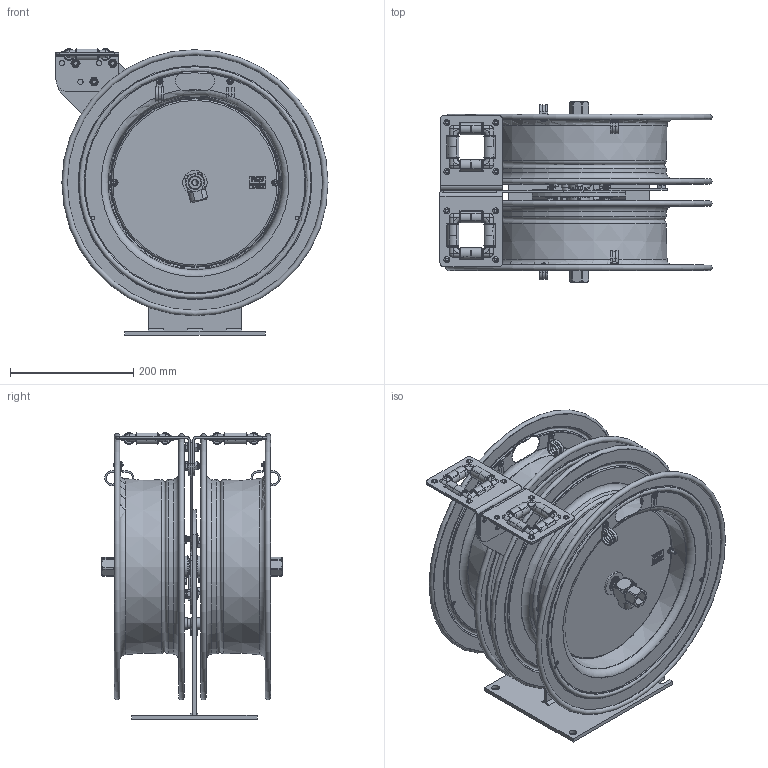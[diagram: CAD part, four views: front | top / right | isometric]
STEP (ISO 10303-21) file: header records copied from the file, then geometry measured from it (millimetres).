
FILE_DESCRIPTION(/* description */ (''),/* implementation_level */ '2;1');
FILE_NAME(/* name */ 'C-LPL-425-425_SHARED.stp',/* time_stamp */ '2020-01-14T14:03:20-07:00',/* author */ ('NMelton'),/* organization */ (''),/* preprocessor_version */ 'ST-DEVELOPER v17',/* originating_system */ 'Autodesk Inventor 2019',/* authorisation */ '');
FILE_SCHEMA (('AUTOMOTIVE_DESIGN { 1 0 10303 214 3 1 1 }'));
Products named in the file (1): C-LPL-425-425_SHARED
Bounding box: 441.44 x 292.51 x 465.11 mm (x, y, z)
Surface area: 1715325.2 mm2 (no closed solid volume)
Topology: 0 solids, 212 shells, 2893 faces, 14512 edges, 11388 vertices
Faces by surface type: plane 1511, cylinder 700, bspline 354, cone 198, torus 93, sphere 37
Full cylindrical faces by diameter (mm): 2.159 x4, 2.54 x1, 3.048 x1, 4.699 x8, 4.826 x8, 5.556 x5, 5.588 x6, 6.35 x8, 7.112 x2, 7.938 x3, 8.636 x6, 9.398 x1, 10.414 x1, 11.43 x3, 12.192 x6, 12.7 x2, 15.875 x1, 17.882 x2, 19.05 x10, 20.574 x3, 25.362 x1, 34.925 x2, 35.052 x2, 39.624 x2, 273.05 x1
Entity records: 164157 total; most frequent: CARTESIAN_POINT 55017, ORIENTED_EDGE 19701, DIRECTION 19260, EDGE_CURVE 14478, VERTEX_POINT 11388, LINE 8524, VECTOR 8524, AXIS2_PLACEMENT_3D 5368
